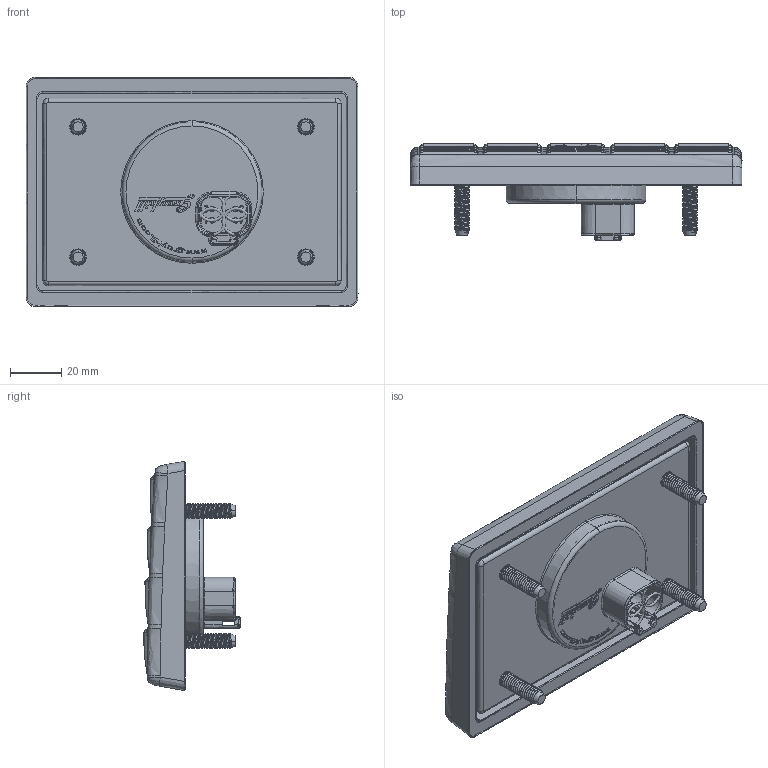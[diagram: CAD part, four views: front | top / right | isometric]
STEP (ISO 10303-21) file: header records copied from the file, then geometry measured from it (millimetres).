
FILE_DESCRIPTION((''),'2;1');
FILE_NAME('3K120-4R_SW0001','2009-03-17T',('Administrator'),(''),'PRO/ENGINEER BY PARAMETRIC TECHNOLOGY CORPORATION, 2006200','PRO/ENGINEER BY PARAMETRIC TECHNOLOGY CORPORATION, 2006200','');
FILE_SCHEMA(('CONFIG_CONTROL_DESIGN'));
Products named in the file (1): 3K120-4R_SW0001
Bounding box: 129.54 x 37.49 x 89.46 mm (x, y, z)
Surface area: 50078.3 mm2 (no closed solid volume)
Topology: 0 solids, 0 shells, 1107 faces, 6765 edges, 6745 vertices
Faces by surface type: bspline 1061, torus 32, sphere 14
Entity records: 125200 total; most frequent: CARTESIAN_POINT 65398, DIRECTION 8824, TRIMMED_CURVE 8308, VECTOR 7884, LINE 7884, DEFINITIONAL_REPRESENTATION 6729, PCURVE 6729, COMPOSITE_CURVE_SEGMENT 6729
